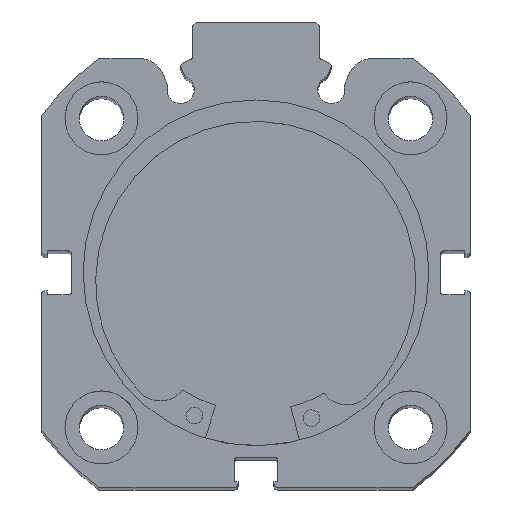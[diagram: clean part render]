
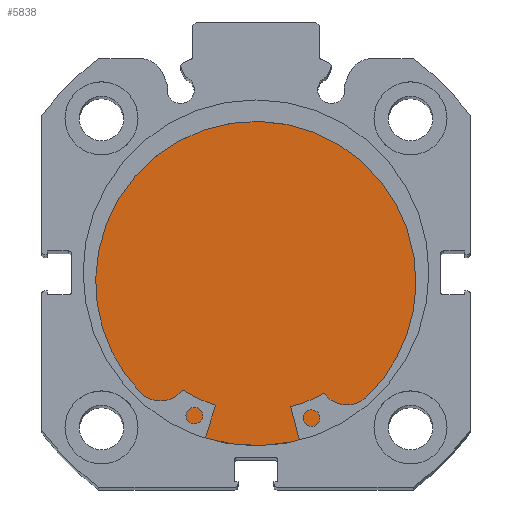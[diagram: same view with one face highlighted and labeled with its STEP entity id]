
A CAD part, top view. The second image highlights one B-rep face of the part: STEP entity #5838.
In plain terms, the highlighted face is planar.
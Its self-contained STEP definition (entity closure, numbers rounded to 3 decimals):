
#287 = EDGE_CURVE ( 'NONE', #3893, #3773, #2186, .T. ) ;
#301 = EDGE_CURVE ( 'NONE', #3773, #3893, #2206, .T. ) ;
#621 = AXIS2_PLACEMENT_3D ( 'NONE', #3012, #3019, #3020 ) ;
#630 = AXIS2_PLACEMENT_3D ( 'NONE', #3055, #3057, #3058 ) ;
#756 = AXIS2_PLACEMENT_3D ( 'NONE', #4829, #4832, #4833 ) ;
#2186 = CIRCLE ( 'NONE', #621, 26. ) ;
#2206 = CIRCLE ( 'NONE', #630, 26. ) ;
#3012 = CARTESIAN_POINT ( 'NONE',  ( 9., 0., 0. ) ) ;
#3019 = DIRECTION ( 'NONE',  ( -1., 0., 0. ) ) ;
#3020 = DIRECTION ( 'NONE',  ( 0., 0., 1. ) ) ;
#3055 = CARTESIAN_POINT ( 'NONE',  ( 9., 0., 0. ) ) ;
#3057 = DIRECTION ( 'NONE',  ( -1., 0., 0. ) ) ;
#3058 = DIRECTION ( 'NONE',  ( 0., 0., 1. ) ) ;
#3773 = VERTEX_POINT ( 'NONE', #4577 ) ;
#3893 = VERTEX_POINT ( 'NONE', #4632 ) ;
#4045 = FACE_OUTER_BOUND ( 'NONE', #6690, .T. ) ;
#4577 = CARTESIAN_POINT ( 'NONE',  ( 9., 0., 26. ) ) ;
#4632 = CARTESIAN_POINT ( 'NONE',  ( 9., 0., -26. ) ) ;
#4829 = CARTESIAN_POINT ( 'NONE',  ( 9., 26., 0. ) ) ;
#4830 = PLANE ( 'NONE',  #756 ) ;
#4832 = DIRECTION ( 'NONE',  ( -1., 0., 0. ) ) ;
#4833 = DIRECTION ( 'NONE',  ( 0., 0., 1. ) ) ;
#5838 = ADVANCED_FACE ( 'NONE', ( #4045 ), #4830, .F. ) ;
#6152 = ORIENTED_EDGE ( 'NONE', *, *, #287, .F. ) ;
#6369 = ORIENTED_EDGE ( 'NONE', *, *, #301, .F. ) ;
#6690 = EDGE_LOOP ( 'NONE', ( #6369, #6152 ) ) ;
